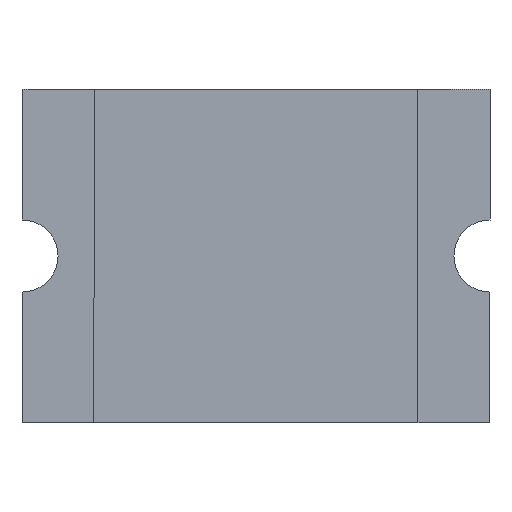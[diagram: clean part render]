
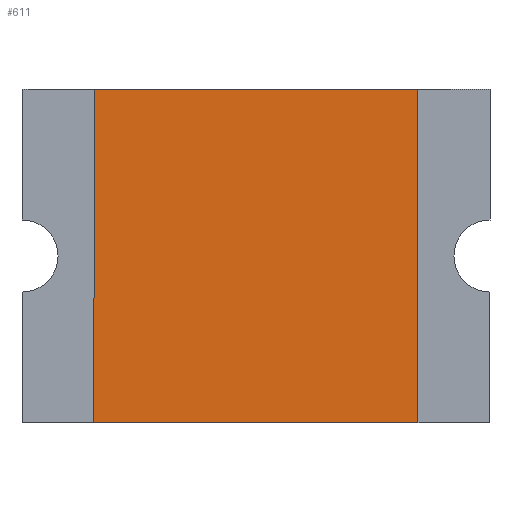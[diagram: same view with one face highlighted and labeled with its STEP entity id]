
A CAD part, front view. The second image highlights one B-rep face of the part: STEP entity #611.
In plain terms, the highlighted planar face has unit normal (0, -1, 0).
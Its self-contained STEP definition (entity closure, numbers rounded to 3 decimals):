
#80 = DIRECTION ( 'NONE',  ( 1., 0., 0. ) ) ;
#102 = VECTOR ( 'NONE', #470, 1000. ) ;
#129 = ORIENTED_EDGE ( 'NONE', *, *, #1101, .F. ) ;
#137 = VERTEX_POINT ( 'NONE', #260 ) ;
#163 = FACE_OUTER_BOUND ( 'NONE', #1238, .T. ) ;
#256 = ORIENTED_EDGE ( 'NONE', *, *, #1453, .T. ) ;
#260 = CARTESIAN_POINT ( 'NONE',  ( 1.575, 0., 1.62 ) ) ;
#326 = CARTESIAN_POINT ( 'NONE',  ( 0., 0., 1.62 ) ) ;
#446 = EDGE_CURVE ( 'NONE', #448, #1412, #545, .T. ) ;
#448 = VERTEX_POINT ( 'NONE', #1255 ) ;
#452 = PLANE ( 'NONE',  #942 ) ;
#470 = DIRECTION ( 'NONE',  ( 0., 0., 1. ) ) ;
#471 = LINE ( 'NONE', #573, #102 ) ;
#528 = VECTOR ( 'NONE', #80, 1000. ) ;
#545 = LINE ( 'NONE', #1145, #1399 ) ;
#559 = DIRECTION ( 'NONE',  ( 0., 1., 0. ) ) ;
#573 = CARTESIAN_POINT ( 'NONE',  ( 1.575, 0., 0. ) ) ;
#611 = ADVANCED_FACE ( 'NONE', ( #163 ), #452, .F. ) ;
#670 = CARTESIAN_POINT ( 'NONE',  ( 0., 0., 0. ) ) ;
#711 = DIRECTION ( 'NONE',  ( 0., 0., 1. ) ) ;
#722 = CARTESIAN_POINT ( 'NONE',  ( 1.575, 0., -1.62 ) ) ;
#749 = LINE ( 'NONE', #326, #528 ) ;
#817 = VERTEX_POINT ( 'NONE', #722 ) ;
#848 = CARTESIAN_POINT ( 'NONE',  ( -1.575, 0., 1.62 ) ) ;
#942 = AXIS2_PLACEMENT_3D ( 'NONE', #670, #559, #1328 ) ;
#975 = LINE ( 'NONE', #1291, #1468 ) ;
#1043 = ORIENTED_EDGE ( 'NONE', *, *, #1241, .T. ) ;
#1101 = EDGE_CURVE ( 'NONE', #1412, #137, #749, .T. ) ;
#1145 = CARTESIAN_POINT ( 'NONE',  ( -1.575, 0., 0. ) ) ;
#1238 = EDGE_LOOP ( 'NONE', ( #1043, #129, #1270, #256 ) ) ;
#1241 = EDGE_CURVE ( 'NONE', #817, #137, #471, .T. ) ;
#1255 = CARTESIAN_POINT ( 'NONE',  ( -1.575, 0., -1.62 ) ) ;
#1270 = ORIENTED_EDGE ( 'NONE', *, *, #446, .F. ) ;
#1280 = DIRECTION ( 'NONE',  ( 1., 0., 0. ) ) ;
#1291 = CARTESIAN_POINT ( 'NONE',  ( 0., 0., -1.62 ) ) ;
#1328 = DIRECTION ( 'NONE',  ( 0., 0., 1. ) ) ;
#1399 = VECTOR ( 'NONE', #711, 1000. ) ;
#1412 = VERTEX_POINT ( 'NONE', #848 ) ;
#1453 = EDGE_CURVE ( 'NONE', #448, #817, #975, .T. ) ;
#1468 = VECTOR ( 'NONE', #1280, 1000. ) ;
